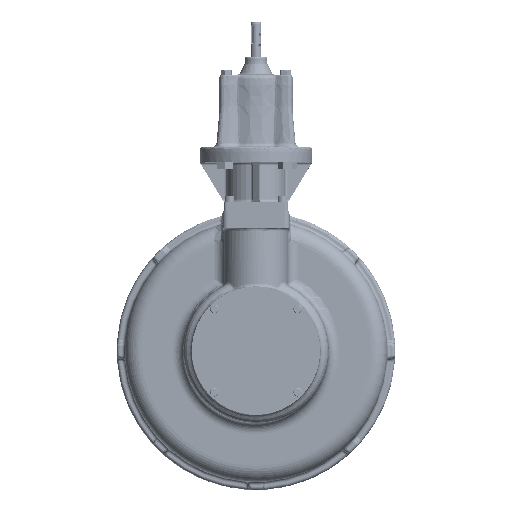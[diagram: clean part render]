
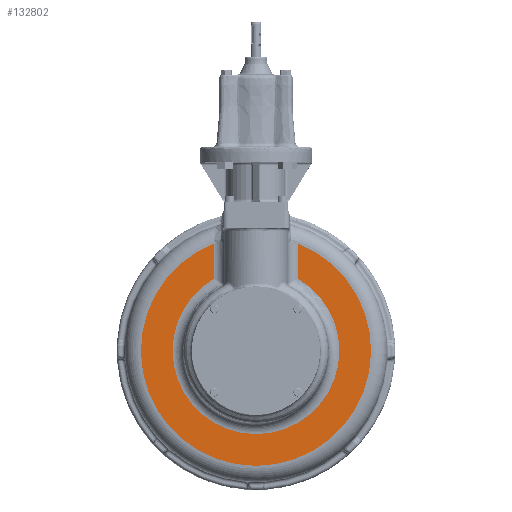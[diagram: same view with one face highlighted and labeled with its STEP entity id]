
A CAD part, top view. The second image highlights one B-rep face of the part: STEP entity #132802.
In plain terms, the highlighted planar face has unit normal (0, 0, 1).
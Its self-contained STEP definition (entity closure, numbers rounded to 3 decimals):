
#6954=LINE('',#214599,#15156);
#6955=LINE('',#214603,#15157);
#15156=VECTOR('',#165003,1000.);
#15157=VECTOR('',#165006,1000.);
#37830=ORIENTED_EDGE('',*,*,#73694,.T.);
#37831=ORIENTED_EDGE('',*,*,#73792,.T.);
#37832=ORIENTED_EDGE('',*,*,#73793,.T.);
#37833=ORIENTED_EDGE('',*,*,#73794,.T.);
#73694=EDGE_CURVE('',#92694,#92707,#104161,.T.);
#73792=EDGE_CURVE('',#92707,#92802,#6954,.F.);
#73793=EDGE_CURVE('',#92802,#92803,#104241,.F.);
#73794=EDGE_CURVE('',#92803,#92694,#6955,.T.);
#92694=VERTEX_POINT('',#214164);
#92707=VERTEX_POINT('',#214244);
#92802=VERTEX_POINT('',#214600);
#92803=VERTEX_POINT('',#214602);
#104161=CIRCLE('',#142344,155.789);
#104241=CIRCLE('',#142451,215.);
#112995=EDGE_LOOP('',(#37830,#37831,#37832,#37833));
#121557=FACE_BOUND('',#112995,.T.);
#128520=PLANE('',#142450);
#132802=ADVANCED_FACE('',(#121557),#128520,.F.);
#142344=AXIS2_PLACEMENT_3D('',#214243,#164789,#164790);
#142450=AXIS2_PLACEMENT_3D('',#214598,#165001,#165002);
#142451=AXIS2_PLACEMENT_3D('',#214601,#165004,#165005);
#164789=DIRECTION('',(0.,0.,-1.));
#164790=DIRECTION('',(1.,0.,0.));
#165001=DIRECTION('',(0.,0.,-1.));
#165002=DIRECTION('',(1.,0.,0.));
#165003=DIRECTION('',(0.,-1.,0.));
#165004=DIRECTION('',(0.,0.,-1.));
#165005=DIRECTION('',(1.,0.,0.));
#165006=DIRECTION('',(0.,-1.,0.));
#214164=CARTESIAN_POINT('',(79.26,134.12,-3.3));
#214243=CARTESIAN_POINT('',(0.,0.,-3.3));
#214244=CARTESIAN_POINT('',(-79.26,134.12,-3.3));
#214598=CARTESIAN_POINT('',(0.,0.,-3.3));
#214599=CARTESIAN_POINT('',(-79.26,206.165,-3.3));
#214600=CARTESIAN_POINT('',(-79.26,199.857,-3.3));
#214601=CARTESIAN_POINT('',(0.,0.,-3.3));
#214602=CARTESIAN_POINT('',(79.26,199.857,-3.3));
#214603=CARTESIAN_POINT('',(79.26,122.084,-3.3));
